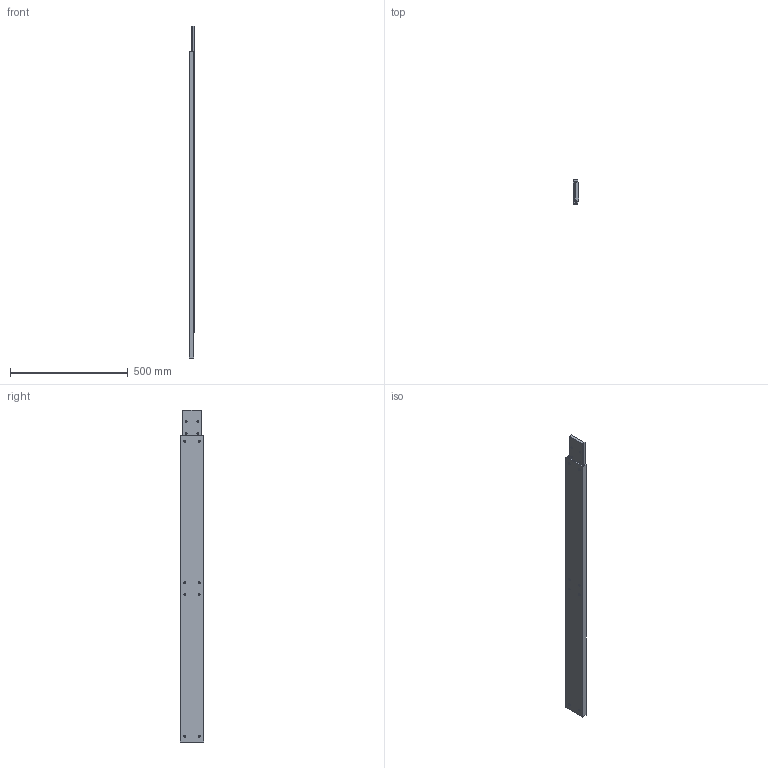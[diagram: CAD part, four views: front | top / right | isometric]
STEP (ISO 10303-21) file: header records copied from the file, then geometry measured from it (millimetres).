
FILE_DESCRIPTION (( 'STEP AP214' ), '1' );
FILE_NAME ('owst100-1300.STEP', '2021-11-29T11:40:54', ( '' ), ( '' ), 'SwSTEP 2.0', 'SolidWorks 2020', '' );
FILE_SCHEMA (( 'AUTOMOTIVE_DESIGN' ));
Length unit declared in the file: millimetre
Products named in the file (3): masko100_1300; zensko100_1300; owst100-1300
Assembly tree (2 placements, depth 2):
  owst100-1300
    masko100_1300
    zensko100_1300
Bounding box: 24 x 100 x 1407.77 mm (x, y, z)
Volume: 2662699.1 mm3; surface area: 606081.5 mm2
Topology: 2 solids, 2 shells, 96 faces, 244 edges, 152 vertices
Faces by surface type: cylinder 44, cone 32, plane 20
Entity records: 3102 total; most frequent: DIRECTION 566, CARTESIAN_POINT 497, ORIENTED_EDGE 488, EDGE_CURVE 244, AXIS2_PLACEMENT_3D 221, VERTEX_POINT 152, EDGE_LOOP 136, VECTOR 124
